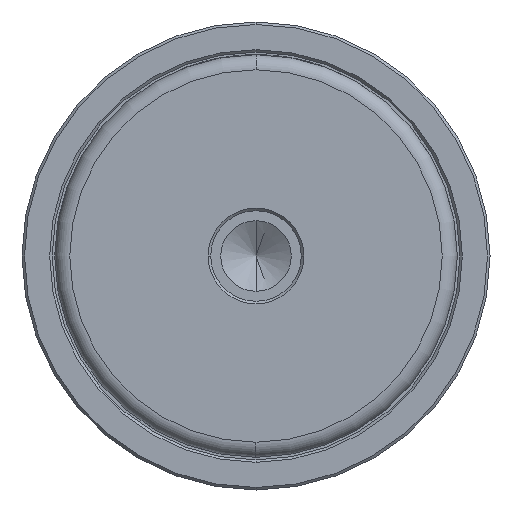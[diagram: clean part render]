
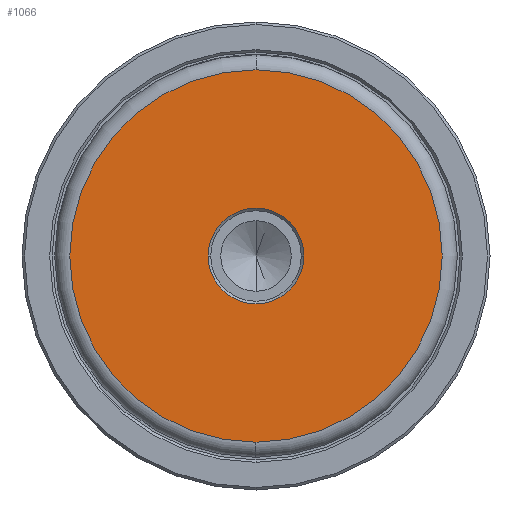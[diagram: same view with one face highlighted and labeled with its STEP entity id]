
A CAD part, left-side view. The second image highlights one B-rep face of the part: STEP entity #1066.
In plain terms, the highlighted planar face has unit normal (-1, 0, 0).
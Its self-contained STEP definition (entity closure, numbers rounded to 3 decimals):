
#8 = ORIENTED_EDGE ( 'NONE', *, *, #2269, .T. ) ;
#57 = VERTEX_POINT ( 'NONE', #1501 ) ;
#141 = CARTESIAN_POINT ( 'NONE',  ( 0., 0., 0. ) ) ;
#292 = DIRECTION ( 'NONE',  ( -1., 0., 0. ) ) ;
#301 = AXIS2_PLACEMENT_3D ( 'NONE', #885, #2339, #1090 ) ;
#307 = CIRCLE ( 'NONE', #1545, 36.997 ) ;
#321 = CIRCLE ( 'NONE', #1868, 9.5 ) ;
#386 = EDGE_CURVE ( 'NONE', #57, #2628, #1256, .T. ) ;
#455 = DIRECTION ( 'NONE',  ( 1., 0., 0. ) ) ;
#476 = CARTESIAN_POINT ( 'NONE',  ( 0., 0., 0. ) ) ;
#481 = ORIENTED_EDGE ( 'NONE', *, *, #2556, .T. ) ;
#628 = ORIENTED_EDGE ( 'NONE', *, *, #386, .T. ) ;
#691 = DIRECTION ( 'NONE',  ( 0., 0., 1. ) ) ;
#769 = DIRECTION ( 'NONE',  ( 0., 0., 1. ) ) ;
#885 = CARTESIAN_POINT ( 'NONE',  ( 0., 0., 0. ) ) ;
#990 = VERTEX_POINT ( 'NONE', #2629 ) ;
#1066 = ADVANCED_FACE ( 'NONE', ( #1294, #2282 ), #1174, .T. ) ;
#1090 = DIRECTION ( 'NONE',  ( 0., 0., 1. ) ) ;
#1174 = PLANE ( 'NONE',  #2646 ) ;
#1256 = CIRCLE ( 'NONE', #2122, 36.997 ) ;
#1294 = FACE_BOUND ( 'NONE', #1651, .T. ) ;
#1501 = CARTESIAN_POINT ( 'NONE',  ( 0., 0., -36.997 ) ) ;
#1545 = AXIS2_PLACEMENT_3D ( 'NONE', #1551, #292, #1750 ) ;
#1549 = EDGE_LOOP ( 'NONE', ( #1581, #628 ) ) ;
#1551 = CARTESIAN_POINT ( 'NONE',  ( 0., 0., 0. ) ) ;
#1581 = ORIENTED_EDGE ( 'NONE', *, *, #1656, .T. ) ;
#1600 = CIRCLE ( 'NONE', #301, 9.5 ) ;
#1651 = EDGE_LOOP ( 'NONE', ( #481, #8 ) ) ;
#1656 = EDGE_CURVE ( 'NONE', #2628, #57, #307, .T. ) ;
#1706 = CARTESIAN_POINT ( 'NONE',  ( 0., 0., 0. ) ) ;
#1750 = DIRECTION ( 'NONE',  ( 0., 0., 1. ) ) ;
#1868 = AXIS2_PLACEMENT_3D ( 'NONE', #1706, #455, #1913 ) ;
#1888 = CARTESIAN_POINT ( 'NONE',  ( 0., -9.5, 0. ) ) ;
#1913 = DIRECTION ( 'NONE',  ( 0., 0., 1. ) ) ;
#1937 = DIRECTION ( 'NONE',  ( -1., 0., 0. ) ) ;
#2015 = DIRECTION ( 'NONE',  ( -1., 0., 0. ) ) ;
#2122 = AXIS2_PLACEMENT_3D ( 'NONE', #476, #1937, #691 ) ;
#2202 = VERTEX_POINT ( 'NONE', #1888 ) ;
#2269 = EDGE_CURVE ( 'NONE', #990, #2202, #1600, .T. ) ;
#2282 = FACE_OUTER_BOUND ( 'NONE', #1549, .T. ) ;
#2339 = DIRECTION ( 'NONE',  ( 1., 0., 0. ) ) ;
#2556 = EDGE_CURVE ( 'NONE', #2202, #990, #321, .T. ) ;
#2561 = CARTESIAN_POINT ( 'NONE',  ( 0., 0., 36.997 ) ) ;
#2628 = VERTEX_POINT ( 'NONE', #2561 ) ;
#2629 = CARTESIAN_POINT ( 'NONE',  ( 0., 9.5, 0. ) ) ;
#2646 = AXIS2_PLACEMENT_3D ( 'NONE', #141, #2015, #769 ) ;
